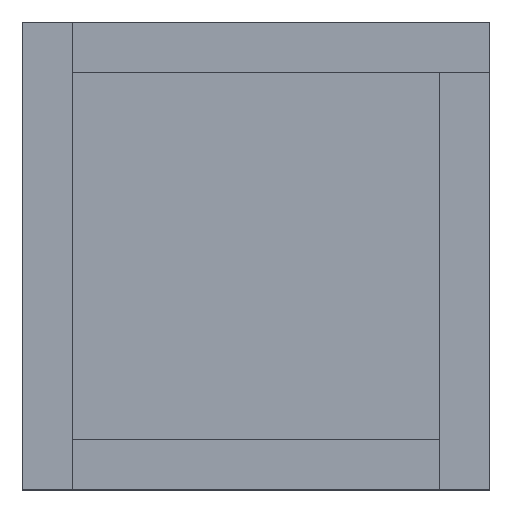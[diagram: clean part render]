
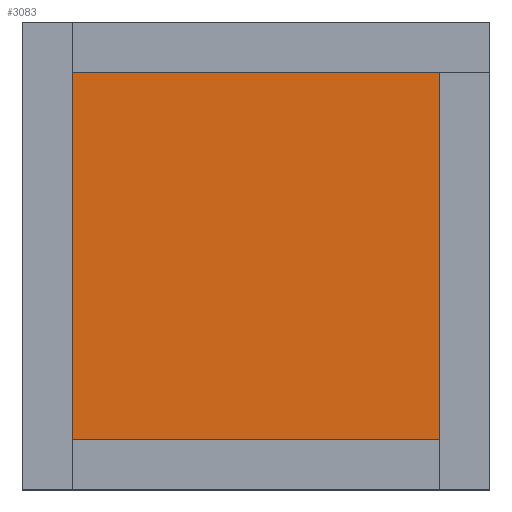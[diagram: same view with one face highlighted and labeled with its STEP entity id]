
A CAD part, top view. The second image highlights one B-rep face of the part: STEP entity #3083.
In plain terms, the highlighted planar face has unit normal (0, 0, 1).
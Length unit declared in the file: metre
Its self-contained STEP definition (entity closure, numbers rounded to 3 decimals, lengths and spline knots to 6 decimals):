
#2774 = VERTEX_POINT('',#2775);
#2775 = CARTESIAN_POINT('',(-9.436863,3.533219,3.));
#2784 = PLANE('',#2785);
#2785 = AXIS2_PLACEMENT_3D('',#2786,#2787,#2788);
#2786 = CARTESIAN_POINT('',(-9.436863,3.533219,3.));
#2787 = DIRECTION('',(1.,0.,0.));
#2788 = DIRECTION('',(0.,1.,0.));
#2796 = PLANE('',#2797);
#2797 = AXIS2_PLACEMENT_3D('',#2798,#2799,#2800);
#2798 = CARTESIAN_POINT('',(-5.036863,3.533219,3.));
#2799 = DIRECTION('',(0.,1.,0.));
#2800 = DIRECTION('',(-1.,0.,0.));
#2837 = VERTEX_POINT('',#2838);
#2838 = CARTESIAN_POINT('',(-9.436863,7.933219,3.));
#2852 = PLANE('',#2853);
#2853 = AXIS2_PLACEMENT_3D('',#2854,#2855,#2856);
#2854 = CARTESIAN_POINT('',(-9.436863,7.933219,3.));
#2855 = DIRECTION('',(0.,-1.,0.));
#2856 = DIRECTION('',(1.,0.,0.));
#2864 = EDGE_CURVE('',#2774,#2837,#2865,.T.);
#2865 = SURFACE_CURVE('',#2866,(#2870,#2877),.PCURVE_S1.);
#2866 = LINE('',#2867,#2868);
#2867 = CARTESIAN_POINT('',(-9.436863,3.533219,3.));
#2868 = VECTOR('',#2869,1.);
#2869 = DIRECTION('',(0.,1.,0.));
#2870 = PCURVE('',#2784,#2871);
#2871 = DEFINITIONAL_REPRESENTATION('',(#2872),#2876);
#2872 = LINE('',#2873,#2874);
#2873 = CARTESIAN_POINT('',(0.,0.));
#2874 = VECTOR('',#2875,1.);
#2875 = DIRECTION('',(1.,0.));
#2876 = ( GEOMETRIC_REPRESENTATION_CONTEXT(2) 
PARAMETRIC_REPRESENTATION_CONTEXT() REPRESENTATION_CONTEXT('2D SPACE',''
  ) );
#2877 = PCURVE('',#2878,#2883);
#2878 = PLANE('',#2879);
#2879 = AXIS2_PLACEMENT_3D('',#2880,#2881,#2882);
#2880 = CARTESIAN_POINT('',(-7.236863,5.733219,3.));
#2881 = DIRECTION('',(0.,0.,-1.));
#2882 = DIRECTION('',(0.,1.,0.));
#2883 = DEFINITIONAL_REPRESENTATION('',(#2884),#2888);
#2884 = LINE('',#2885,#2886);
#2885 = CARTESIAN_POINT('',(-2.2,-2.2));
#2886 = VECTOR('',#2887,1.);
#2887 = DIRECTION('',(1.,0.));
#2888 = ( GEOMETRIC_REPRESENTATION_CONTEXT(2) 
PARAMETRIC_REPRESENTATION_CONTEXT() REPRESENTATION_CONTEXT('2D SPACE',''
  ) );
#2918 = VERTEX_POINT('',#2919);
#2919 = CARTESIAN_POINT('',(-5.036863,7.933219,3.));
#2933 = PLANE('',#2934);
#2934 = AXIS2_PLACEMENT_3D('',#2935,#2936,#2937);
#2935 = CARTESIAN_POINT('',(-5.036863,7.933219,3.));
#2936 = DIRECTION('',(-1.,0.,0.));
#2937 = DIRECTION('',(0.,-1.,0.));
#2945 = EDGE_CURVE('',#2837,#2918,#2946,.T.);
#2946 = SURFACE_CURVE('',#2947,(#2951,#2958),.PCURVE_S1.);
#2947 = LINE('',#2948,#2949);
#2948 = CARTESIAN_POINT('',(-9.436863,7.933219,3.));
#2949 = VECTOR('',#2950,1.);
#2950 = DIRECTION('',(1.,0.,0.));
#2951 = PCURVE('',#2852,#2952);
#2952 = DEFINITIONAL_REPRESENTATION('',(#2953),#2957);
#2953 = LINE('',#2954,#2955);
#2954 = CARTESIAN_POINT('',(0.,0.));
#2955 = VECTOR('',#2956,1.);
#2956 = DIRECTION('',(1.,0.));
#2957 = ( GEOMETRIC_REPRESENTATION_CONTEXT(2) 
PARAMETRIC_REPRESENTATION_CONTEXT() REPRESENTATION_CONTEXT('2D SPACE',''
  ) );
#2958 = PCURVE('',#2878,#2959);
#2959 = DEFINITIONAL_REPRESENTATION('',(#2960),#2964);
#2960 = LINE('',#2961,#2962);
#2961 = CARTESIAN_POINT('',(2.2,-2.2));
#2962 = VECTOR('',#2963,1.);
#2963 = DIRECTION('',(0.,1.));
#2964 = ( GEOMETRIC_REPRESENTATION_CONTEXT(2) 
PARAMETRIC_REPRESENTATION_CONTEXT() REPRESENTATION_CONTEXT('2D SPACE',''
  ) );
#2994 = VERTEX_POINT('',#2995);
#2995 = CARTESIAN_POINT('',(-5.036863,3.533219,3.));
#3016 = EDGE_CURVE('',#2918,#2994,#3017,.T.);
#3017 = SURFACE_CURVE('',#3018,(#3022,#3029),.PCURVE_S1.);
#3018 = LINE('',#3019,#3020);
#3019 = CARTESIAN_POINT('',(-5.036863,7.933219,3.));
#3020 = VECTOR('',#3021,1.);
#3021 = DIRECTION('',(0.,-1.,0.));
#3022 = PCURVE('',#2933,#3023);
#3023 = DEFINITIONAL_REPRESENTATION('',(#3024),#3028);
#3024 = LINE('',#3025,#3026);
#3025 = CARTESIAN_POINT('',(0.,-0.));
#3026 = VECTOR('',#3027,1.);
#3027 = DIRECTION('',(1.,0.));
#3028 = ( GEOMETRIC_REPRESENTATION_CONTEXT(2) 
PARAMETRIC_REPRESENTATION_CONTEXT() REPRESENTATION_CONTEXT('2D SPACE',''
  ) );
#3029 = PCURVE('',#2878,#3030);
#3030 = DEFINITIONAL_REPRESENTATION('',(#3031),#3035);
#3031 = LINE('',#3032,#3033);
#3032 = CARTESIAN_POINT('',(2.2,2.2));
#3033 = VECTOR('',#3034,1.);
#3034 = DIRECTION('',(-1.,0.));
#3035 = ( GEOMETRIC_REPRESENTATION_CONTEXT(2) 
PARAMETRIC_REPRESENTATION_CONTEXT() REPRESENTATION_CONTEXT('2D SPACE',''
  ) );
#3063 = EDGE_CURVE('',#2994,#2774,#3064,.T.);
#3064 = SURFACE_CURVE('',#3065,(#3069,#3076),.PCURVE_S1.);
#3065 = LINE('',#3066,#3067);
#3066 = CARTESIAN_POINT('',(-5.036863,3.533219,3.));
#3067 = VECTOR('',#3068,1.);
#3068 = DIRECTION('',(-1.,0.,0.));
#3069 = PCURVE('',#2796,#3070);
#3070 = DEFINITIONAL_REPRESENTATION('',(#3071),#3075);
#3071 = LINE('',#3072,#3073);
#3072 = CARTESIAN_POINT('',(0.,0.));
#3073 = VECTOR('',#3074,1.);
#3074 = DIRECTION('',(1.,0.));
#3075 = ( GEOMETRIC_REPRESENTATION_CONTEXT(2) 
PARAMETRIC_REPRESENTATION_CONTEXT() REPRESENTATION_CONTEXT('2D SPACE',''
  ) );
#3076 = PCURVE('',#2878,#3077);
#3077 = DEFINITIONAL_REPRESENTATION('',(#3078),#3082);
#3078 = LINE('',#3079,#3080);
#3079 = CARTESIAN_POINT('',(-2.2,2.2));
#3080 = VECTOR('',#3081,1.);
#3081 = DIRECTION('',(0.,-1.));
#3082 = ( GEOMETRIC_REPRESENTATION_CONTEXT(2) 
PARAMETRIC_REPRESENTATION_CONTEXT() REPRESENTATION_CONTEXT('2D SPACE',''
  ) );
#3083 = ADVANCED_FACE('',(#3084),#2878,.F.);
#3084 = FACE_BOUND('',#3085,.F.);
#3085 = EDGE_LOOP('',(#3086,#3087,#3088,#3089));
#3086 = ORIENTED_EDGE('',*,*,#2864,.T.);
#3087 = ORIENTED_EDGE('',*,*,#2945,.T.);
#3088 = ORIENTED_EDGE('',*,*,#3016,.T.);
#3089 = ORIENTED_EDGE('',*,*,#3063,.T.);
